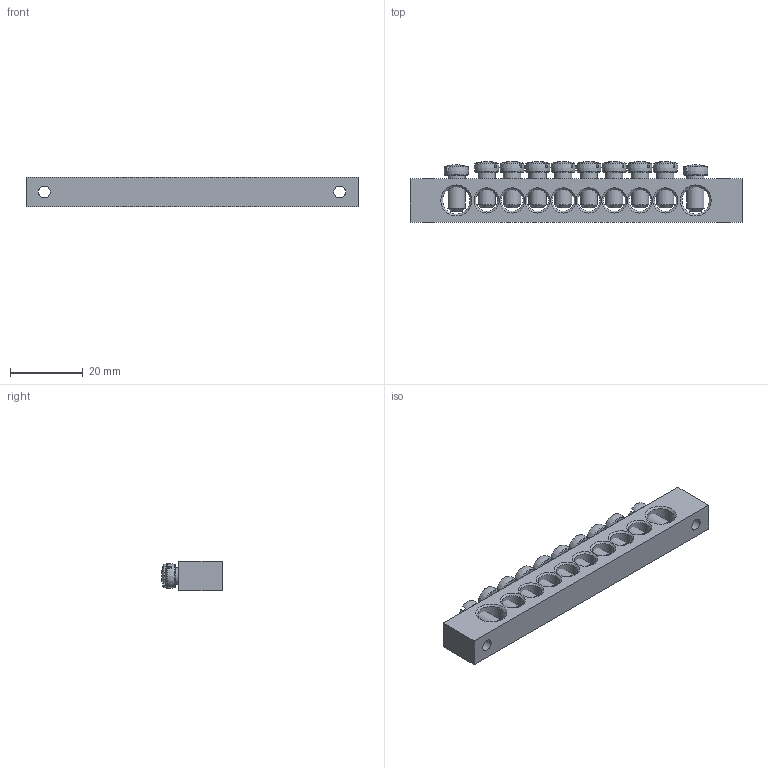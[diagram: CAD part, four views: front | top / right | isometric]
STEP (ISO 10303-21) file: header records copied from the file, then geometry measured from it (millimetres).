
FILE_DESCRIPTION(/* description */ (''),/* implementation_level */ '2;1');
FILE_NAME(/* name */ '8х12-10_2.stp',/* time_stamp */ '2021-04-12T22:44:53+03:00',/* author */ ('Admin'),/* organization */ (''),/* preprocessor_version */ 'ST-DEVELOPER v15.6',/* originating_system */ 'Autodesk Inventor 2015',/* authorisation */ '');
FILE_SCHEMA (('AUTOMOTIVE_DESIGN { 1 0 10303 214 3 1 1 }'));
Length unit declared in the file: millimetre
Products named in the file (3): 8х12-10_2; Винт M5x10; -ноль) X_2
Assembly tree (11 placements, depth 2):
  -ноль) X_2
    8х12-10_2
    Винт M5x10  x10
Bounding box: 91 x 16.65 x 8 mm (x, y, z)
Volume: 8021.3 mm3; surface area: 7965.4 mm2
Topology: 11 solids, 11 shells, 298 faces, 786 edges, 520 vertices
Faces by surface type: plane 156, cone 50, cylinder 32, torus 30, sphere 20, bspline 10
Full cylindrical faces by diameter (mm): 3.242 x2, 4.134 x10, 4.8 x10, 6 x8, 7.5 x2
Entity records: 2620 total; most frequent: CARTESIAN_POINT 754, DIRECTION 376, ORIENTED_EDGE 276, AXIS2_PLACEMENT_3D 171, EDGE_LOOP 163, EDGE_CURVE 138, VERTEX_POINT 115, FACE_BOUND 90
